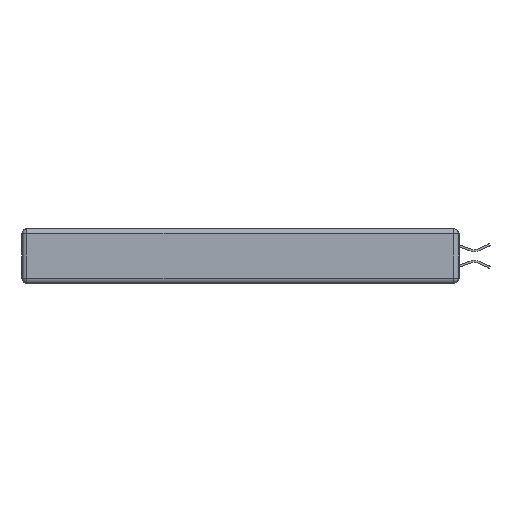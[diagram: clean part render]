
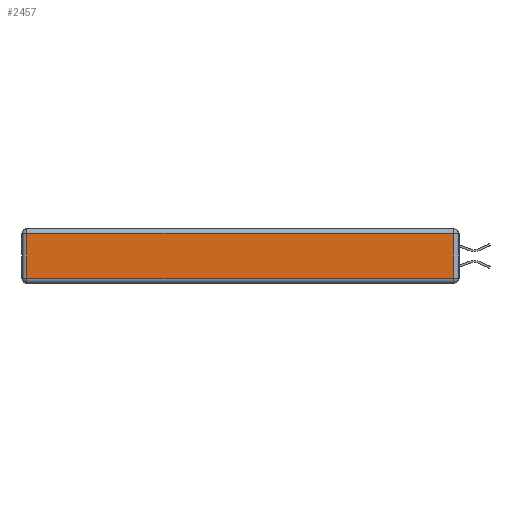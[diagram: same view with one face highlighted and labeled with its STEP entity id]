
A CAD part, left-side view. The second image highlights one B-rep face of the part: STEP entity #2457.
In plain terms, the highlighted planar face has unit normal (-1, 0, 0).
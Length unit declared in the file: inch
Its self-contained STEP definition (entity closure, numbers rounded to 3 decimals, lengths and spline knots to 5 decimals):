
#389 = DIRECTION ( 'NONE',  ( 0., -1., 0. ) ) ;
#2215 = AXIS2_PLACEMENT_3D ( 'NONE', #8786, #23078, #10705 ) ;
#2457 = ADVANCED_FACE ( 'NONE', ( #26126 ), #13066, .T. ) ;
#3104 = EDGE_CURVE ( 'NONE', #10044, #26025, #22906, .T. ) ;
#4177 = EDGE_CURVE ( 'NONE', #20696, #10044, #9502, .T. ) ;
#4272 = DIRECTION ( 'NONE',  ( 0., 1., 0. ) ) ;
#4697 = VECTOR ( 'NONE', #4272, 39.37008 ) ;
#4908 = CARTESIAN_POINT ( 'NONE',  ( 0., 0., -0.313 ) ) ;
#5453 = ORIENTED_EDGE ( 'NONE', *, *, #3104, .T. ) ;
#5856 = LINE ( 'NONE', #8048, #11825 ) ;
#6809 = VERTEX_POINT ( 'NONE', #10297 ) ;
#6907 = CARTESIAN_POINT ( 'NONE',  ( 0., 2.72, -0.343 ) ) ;
#7855 = CARTESIAN_POINT ( 'NONE',  ( 0., 2.72, -0.03 ) ) ;
#8048 = CARTESIAN_POINT ( 'NONE',  ( 0., 0.03, -0.343 ) ) ;
#8188 = CARTESIAN_POINT ( 'NONE',  ( 0., 2.75, -0.03 ) ) ;
#8771 = ORIENTED_EDGE ( 'NONE', *, *, #4177, .T. ) ;
#8786 = CARTESIAN_POINT ( 'NONE',  ( 0., 0., -0.343 ) ) ;
#8835 = ORIENTED_EDGE ( 'NONE', *, *, #18180, .T. ) ;
#8961 = DIRECTION ( 'NONE',  ( 0., 0., -1. ) ) ;
#9502 = LINE ( 'NONE', #8188, #4697 ) ;
#10044 = VERTEX_POINT ( 'NONE', #7855 ) ;
#10297 = CARTESIAN_POINT ( 'NONE',  ( 0., 0.03, -0.313 ) ) ;
#10705 = DIRECTION ( 'NONE',  ( 0., 0., 1. ) ) ;
#11825 = VECTOR ( 'NONE', #22531, 39.37008 ) ;
#13066 = PLANE ( 'NONE',  #2215 ) ;
#14884 = VECTOR ( 'NONE', #8961, 39.37008 ) ;
#15114 = EDGE_CURVE ( 'NONE', #26025, #6809, #25045, .T. ) ;
#17008 = CARTESIAN_POINT ( 'NONE',  ( 0., 2.72, -0.313 ) ) ;
#17984 = CARTESIAN_POINT ( 'NONE',  ( 0., 0.03, -0.03 ) ) ;
#18180 = EDGE_CURVE ( 'NONE', #6809, #20696, #5856, .T. ) ;
#18918 = VECTOR ( 'NONE', #389, 39.37008 ) ;
#20696 = VERTEX_POINT ( 'NONE', #17984 ) ;
#21467 = ORIENTED_EDGE ( 'NONE', *, *, #15114, .T. ) ;
#22531 = DIRECTION ( 'NONE',  ( 0., 0., 1. ) ) ;
#22906 = LINE ( 'NONE', #6907, #14884 ) ;
#23078 = DIRECTION ( 'NONE',  ( -1., 0., 0. ) ) ;
#23716 = EDGE_LOOP ( 'NONE', ( #21467, #8835, #8771, #5453 ) ) ;
#25045 = LINE ( 'NONE', #4908, #18918 ) ;
#26025 = VERTEX_POINT ( 'NONE', #17008 ) ;
#26126 = FACE_OUTER_BOUND ( 'NONE', #23716, .T. ) ;
